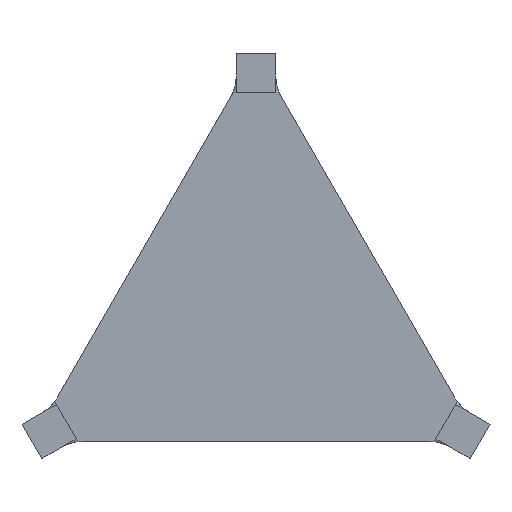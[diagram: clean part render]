
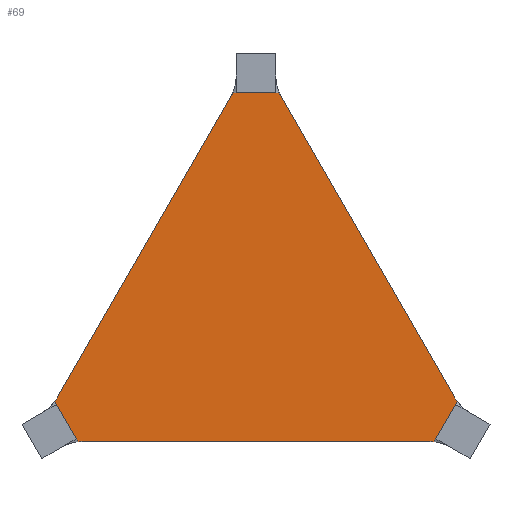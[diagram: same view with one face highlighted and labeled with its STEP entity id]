
A CAD part, top view. The second image highlights one B-rep face of the part: STEP entity #69.
In plain terms, the highlighted planar face has unit normal (0, 0, 1).
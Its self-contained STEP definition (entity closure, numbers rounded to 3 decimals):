
#1 = LINE ( 'NONE', #773, #296 ) ;
#6 = ORIENTED_EDGE ( 'NONE', *, *, #812, .T. ) ;
#10 = CARTESIAN_POINT ( 'NONE',  ( 0., 0., 5. ) ) ;
#43 = DIRECTION ( 'NONE',  ( 1., 0., 0. ) ) ;
#52 = EDGE_CURVE ( 'NONE', #423, #439, #278, .T. ) ;
#67 = VERTEX_POINT ( 'NONE', #284 ) ;
#69 = ADVANCED_FACE ( 'NONE', ( #616 ), #302, .T. ) ;
#79 = CARTESIAN_POINT ( 'NONE',  ( 76.09, -43.93, 5. ) ) ;
#82 = ORIENTED_EDGE ( 'NONE', *, *, #925, .F. ) ;
#87 = VERTEX_POINT ( 'NONE', #379 ) ;
#107 = EDGE_CURVE ( 'NONE', #516, #87, #909, .T. ) ;
#116 = VERTEX_POINT ( 'NONE', #653 ) ;
#119 = DIRECTION ( 'NONE',  ( 0., 0., -1. ) ) ;
#120 = VERTEX_POINT ( 'NONE', #985 ) ;
#128 = CIRCLE ( 'NONE', #488, 10. ) ;
#148 = DIRECTION ( 'NONE',  ( 1., 0., 0. ) ) ;
#167 = DIRECTION ( 'NONE',  ( 0., 0., -1. ) ) ;
#176 = DIRECTION ( 'NONE',  ( -0.5, -0.866, 0. ) ) ;
#195 = AXIS2_PLACEMENT_3D ( 'NONE', #335, #167, #907 ) ;
#196 = VECTOR ( 'NONE', #392, 1000. ) ;
#212 = CIRCLE ( 'NONE', #224, 10. ) ;
#224 = AXIS2_PLACEMENT_3D ( 'NONE', #631, #119, #712 ) ;
#233 = ORIENTED_EDGE ( 'NONE', *, *, #503, .F. ) ;
#248 = CARTESIAN_POINT ( 'NONE',  ( -50.16, -86.88, 5. ) ) ;
#275 = CARTESIAN_POINT ( 'NONE',  ( 0., -10., 5. ) ) ;
#278 = CIRCLE ( 'NONE', #959, 10. ) ;
#284 = CARTESIAN_POINT ( 'NONE',  ( -50.761, -87.8, 5. ) ) ;
#285 = DIRECTION ( 'NONE',  ( 0., 0., -1. ) ) ;
#287 = DIRECTION ( 'NONE',  ( 0., 0., -1. ) ) ;
#289 = DIRECTION ( 'NONE',  ( 1., 0., 0. ) ) ;
#296 = VECTOR ( 'NONE', #593, 1000. ) ;
#302 = PLANE ( 'NONE',  #372 ) ;
#335 = CARTESIAN_POINT ( 'NONE',  ( 58.821, -81.88, 5. ) ) ;
#369 = DIRECTION ( 'NONE',  ( 0., 0., 1. ) ) ;
#372 = AXIS2_PLACEMENT_3D ( 'NONE', #383, #369, #794 ) ;
#379 = CARTESIAN_POINT ( 'NONE',  ( 50.16, -86.88, 5. ) ) ;
#383 = CARTESIAN_POINT ( 'NONE',  ( 0., 0., 5. ) ) ;
#392 = DIRECTION ( 'NONE',  ( -0.5, 0.866, 0. ) ) ;
#403 = CARTESIAN_POINT ( 'NONE',  ( -15., -5.981, 5. ) ) ;
#406 = ORIENTED_EDGE ( 'NONE', *, *, #107, .T. ) ;
#423 = VERTEX_POINT ( 'NONE', #531 ) ;
#426 = EDGE_LOOP ( 'NONE', ( #233, #406, #739, #1053, #82, #505, #6, #970, #522, #986, #898, #926 ) ) ;
#436 = EDGE_CURVE ( 'NONE', #423, #67, #786, .T. ) ;
#439 = VERTEX_POINT ( 'NONE', #1034 ) ;
#457 = EDGE_CURVE ( 'NONE', #1008, #116, #212, .T. ) ;
#458 = CARTESIAN_POINT ( 'NONE',  ( 15., -5.981, 5. ) ) ;
#481 = CARTESIAN_POINT ( 'NONE',  ( 56.5, -97.861, 5. ) ) ;
#488 = AXIS2_PLACEMENT_3D ( 'NONE', #553, #810, #833 ) ;
#493 = VERTEX_POINT ( 'NONE', #792 ) ;
#496 = DIRECTION ( 'NONE',  ( 0., 0., -1. ) ) ;
#503 = EDGE_CURVE ( 'NONE', #516, #116, #707, .T. ) ;
#505 = ORIENTED_EDGE ( 'NONE', *, *, #536, .T. ) ;
#516 = VERTEX_POINT ( 'NONE', #968 ) ;
#522 = ORIENTED_EDGE ( 'NONE', *, *, #436, .F. ) ;
#531 = CARTESIAN_POINT ( 'NONE',  ( -44.918, -97.921, 5. ) ) ;
#536 = EDGE_CURVE ( 'NONE', #493, #873, #701, .T. ) ;
#541 = VECTOR ( 'NONE', #622, 1000. ) ;
#543 = AXIS2_PLACEMENT_3D ( 'NONE', #458, #285, #289 ) ;
#553 = CARTESIAN_POINT ( 'NONE',  ( -58.821, -81.88, 5. ) ) ;
#568 = EDGE_CURVE ( 'NONE', #818, #67, #128, .T. ) ;
#584 = EDGE_CURVE ( 'NONE', #87, #878, #979, .T. ) ;
#593 = DIRECTION ( 'NONE',  ( 1., 0., 0. ) ) ;
#616 = FACE_OUTER_BOUND ( 'NONE', #426, .T. ) ;
#622 = DIRECTION ( 'NONE',  ( -0.5, 0.866, 0. ) ) ;
#629 = CARTESIAN_POINT ( 'NONE',  ( 6.34, -10.981, 5. ) ) ;
#631 = CARTESIAN_POINT ( 'NONE',  ( 43.821, -107.861, 5. ) ) ;
#653 = CARTESIAN_POINT ( 'NONE',  ( 44.918, -97.921, 5. ) ) ;
#701 = CIRCLE ( 'NONE', #843, 10. ) ;
#707 = LINE ( 'NONE', #79, #928 ) ;
#712 = DIRECTION ( 'NONE',  ( 1., 0., 0. ) ) ;
#739 = ORIENTED_EDGE ( 'NONE', *, *, #584, .T. ) ;
#770 = EDGE_CURVE ( 'NONE', #439, #1008, #1, .T. ) ;
#773 = CARTESIAN_POINT ( 'NONE',  ( -56.5, -97.861, 5. ) ) ;
#786 = LINE ( 'NONE', #882, #541 ) ;
#792 = CARTESIAN_POINT ( 'NONE',  ( -5.843, -10., 5. ) ) ;
#793 = VECTOR ( 'NONE', #176, 1000. ) ;
#794 = DIRECTION ( 'NONE',  ( 1., 0., 0. ) ) ;
#810 = DIRECTION ( 'NONE',  ( 0., 0., -1. ) ) ;
#812 = EDGE_CURVE ( 'NONE', #873, #818, #998, .T. ) ;
#818 = VERTEX_POINT ( 'NONE', #248 ) ;
#819 = DIRECTION ( 'NONE',  ( -0.5, -0.866, 0. ) ) ;
#825 = CIRCLE ( 'NONE', #543, 10. ) ;
#833 = DIRECTION ( 'NONE',  ( 1., 0., 0. ) ) ;
#843 = AXIS2_PLACEMENT_3D ( 'NONE', #403, #496, #148 ) ;
#873 = VERTEX_POINT ( 'NONE', #1043 ) ;
#878 = VERTEX_POINT ( 'NONE', #629 ) ;
#879 = EDGE_CURVE ( 'NONE', #878, #120, #825, .T. ) ;
#882 = CARTESIAN_POINT ( 'NONE',  ( -76.09, -43.93, 5. ) ) ;
#893 = CARTESIAN_POINT ( 'NONE',  ( 43.821, -97.861, 5. ) ) ;
#898 = ORIENTED_EDGE ( 'NONE', *, *, #770, .T. ) ;
#907 = DIRECTION ( 'NONE',  ( 1., 0., 0. ) ) ;
#909 = CIRCLE ( 'NONE', #195, 10. ) ;
#925 = EDGE_CURVE ( 'NONE', #493, #120, #1024, .T. ) ;
#926 = ORIENTED_EDGE ( 'NONE', *, *, #457, .T. ) ;
#928 = VECTOR ( 'NONE', #819, 1000. ) ;
#944 = DIRECTION ( 'NONE',  ( 1., 0., 0. ) ) ;
#959 = AXIS2_PLACEMENT_3D ( 'NONE', #1048, #287, #43 ) ;
#968 = CARTESIAN_POINT ( 'NONE',  ( 50.761, -87.8, 5. ) ) ;
#970 = ORIENTED_EDGE ( 'NONE', *, *, #568, .T. ) ;
#979 = LINE ( 'NONE', #481, #196 ) ;
#985 = CARTESIAN_POINT ( 'NONE',  ( 5.843, -10., 5. ) ) ;
#986 = ORIENTED_EDGE ( 'NONE', *, *, #52, .T. ) ;
#998 = LINE ( 'NONE', #10, #793 ) ;
#1008 = VERTEX_POINT ( 'NONE', #893 ) ;
#1015 = VECTOR ( 'NONE', #944, 1000. ) ;
#1024 = LINE ( 'NONE', #275, #1015 ) ;
#1034 = CARTESIAN_POINT ( 'NONE',  ( -43.821, -97.861, 5. ) ) ;
#1043 = CARTESIAN_POINT ( 'NONE',  ( -6.34, -10.981, 5. ) ) ;
#1048 = CARTESIAN_POINT ( 'NONE',  ( -43.821, -107.861, 5. ) ) ;
#1053 = ORIENTED_EDGE ( 'NONE', *, *, #879, .T. ) ;
